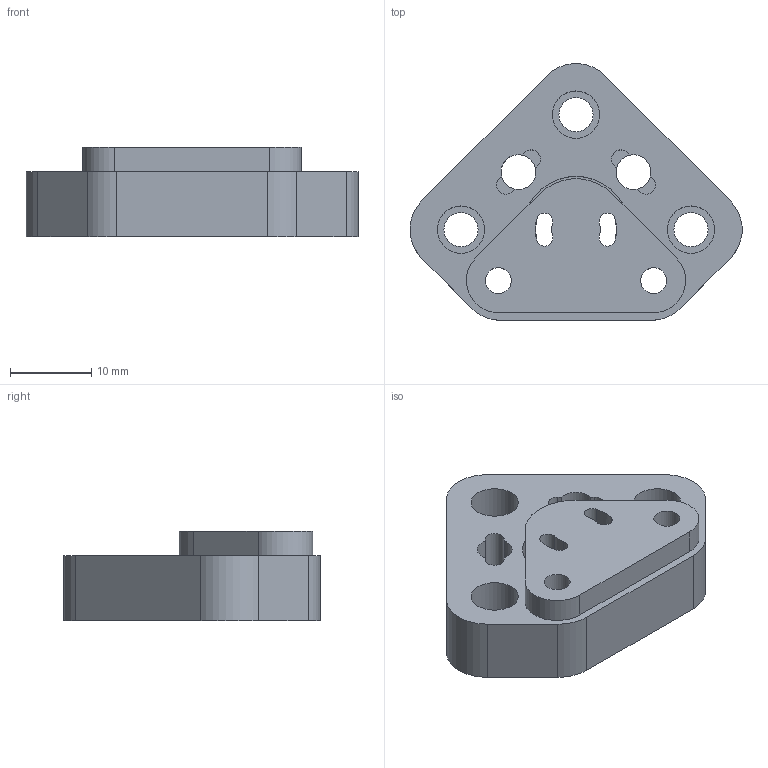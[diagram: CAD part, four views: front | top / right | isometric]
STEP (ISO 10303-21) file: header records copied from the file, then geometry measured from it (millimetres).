
FILE_DESCRIPTION(/* description */ (''),/* implementation_level */ '2;1');
FILE_NAME(/* name */ 'Piezo Mirror Cap_v4.step',/* time_stamp */ '2024-02-15T15:48:43-05:00',/* author */ (''),/* organization */ (''),/* preprocessor_version */ 'ST-DEVELOPER v20',/* originating_system */ 'Autodesk Translation Framework v12.20.1.177',/* authorisation */ '');
FILE_SCHEMA (('AUTOMOTIVE_DESIGN { 1 0 10303 214 3 1 1 }'));
Length unit declared in the file: millimetre
Products named in the file (1): Piezo Mirror Cap
Bounding box: 40.82 x 31.55 x 11 mm (x, y, z)
Volume: 5678.9 mm3; surface area: 4390.6 mm2
Topology: 2 solids, 2 shells, 68 faces, 174 edges, 116 vertices
Faces by surface type: cylinder 36, plane 32
Full cylindrical faces by diameter (mm): 2.9 x1, 3.2 x4, 4.2 x3, 4.293 x2, 4.72 x2, 5.82 x3, 10 x2, 13.1 x1
Entity records: 2182 total; most frequent: DIRECTION 396, CARTESIAN_POINT 359, ORIENTED_EDGE 348, EDGE_CURVE 174, AXIS2_PLACEMENT_3D 153, VERTEX_POINT 116, EDGE_LOOP 98, LINE 90
